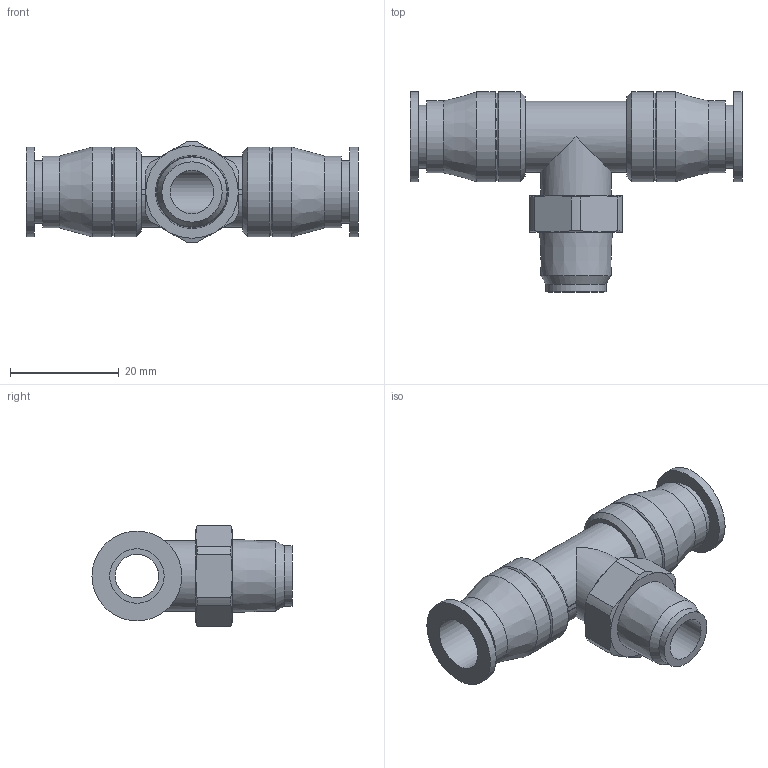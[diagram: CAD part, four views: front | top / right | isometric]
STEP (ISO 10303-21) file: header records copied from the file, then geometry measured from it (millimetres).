
FILE_DESCRIPTION(/* description */ ('STEP AP214'),/* implementation_level */ '2;1');
FILE_NAME(/* name */ '164205_CRQST-1_4-10',/* time_stamp */ '2024-08-09T14:22:08+02:00',/* author */ ('License CC BY-ND 4.0'),/* organization */ ('CADENAS'),/* preprocessor_version */ 'ST-DEVELOPER v19.3',/* originating_system */ 'PARTsolutions',/* authorisation */ ' ');
FILE_SCHEMA (('AUTOMOTIVE_DESIGN {1 0 10303 214 3 1 1}'));
Length unit declared in the file: millimetre
Products named in the file (1): 164205 CRQST-1/4-10
Bounding box: 61 x 36.75 x 18.69 mm (x, y, z)
Volume: 8188.4 mm3; surface area: 7176.6 mm2
Topology: 1 solids, 1 shells, 71 faces, 154 edges, 94 vertices
Faces by surface type: plane 25, cylinder 24, cone 22
Full cylindrical faces by diameter (mm): 8 x2, 10 x2, 11.07 x1, 11.55 x2, 13.02 x1, 13.2 x2, 16.5 x6, 17 x1
Entity records: 1844 total; most frequent: CARTESIAN_POINT 362, DIRECTION 316, ORIENTED_EDGE 250, AXIS2_PLACEMENT_3D 143, EDGE_CURVE 125, EDGE_LOOP 112, FACE_BOUND 112, VERTEX_POINT 93
